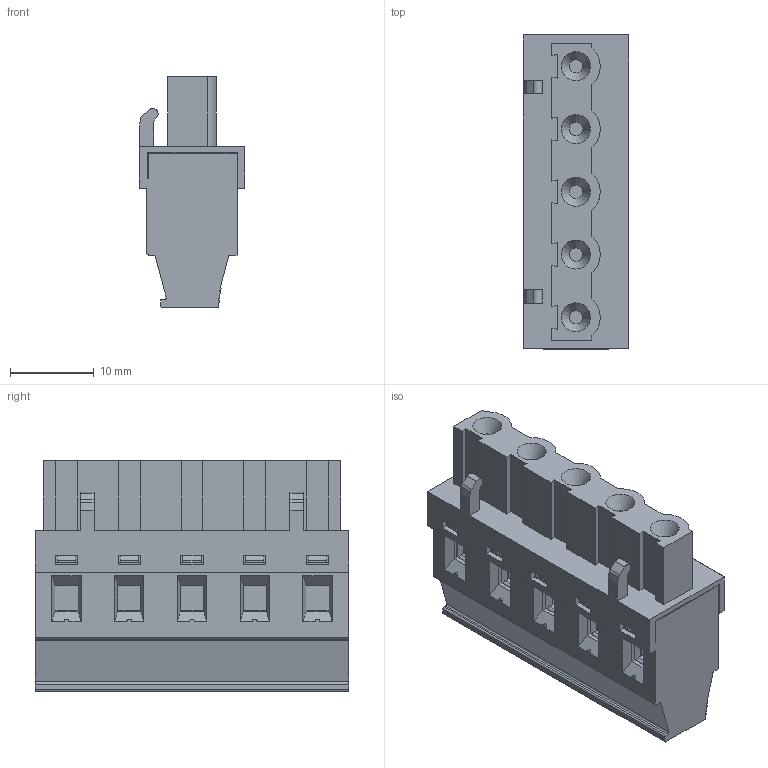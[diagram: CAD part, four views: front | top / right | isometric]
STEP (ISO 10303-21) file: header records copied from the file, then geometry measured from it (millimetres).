
FILE_DESCRIPTION( ( 'STEP AP203' ), '1' );
FILE_NAME( 'SV05-7,5-F.stp', ' ', ( ' ' ), ( ' ' ), 'PSStep 15.0.49', 'VISI 20.0', ' ' );
FILE_SCHEMA( ( 'AUTOMOTIVE_DESIGN { 1 0 10303 214 1 1 1 1 }' ) );
Length unit declared in the file: millimetre
Products named in the file (1): 1
Bounding box: 12.58 x 37.5 x 27.58 mm (x, y, z)
Volume: 7482.6 mm3; surface area: 7473.2 mm2
Topology: 1 solids, 6 shells, 485 faces, 1376 edges, 904 vertices
Faces by surface type: plane 423, cylinder 57, cone 5
Full cylindrical faces by diameter (mm): 1.588 x5, 3.97 x5
Entity records: 19272 total; most frequent: CARTESIAN_POINT 2751, ORIENTED_EDGE 2692, DIRECTION 2437, EDGE_CURVE 1346, LINE 1207, VECTOR 1207, VERTEX_POINT 889, AXIS2_PLACEMENT_3D 615
